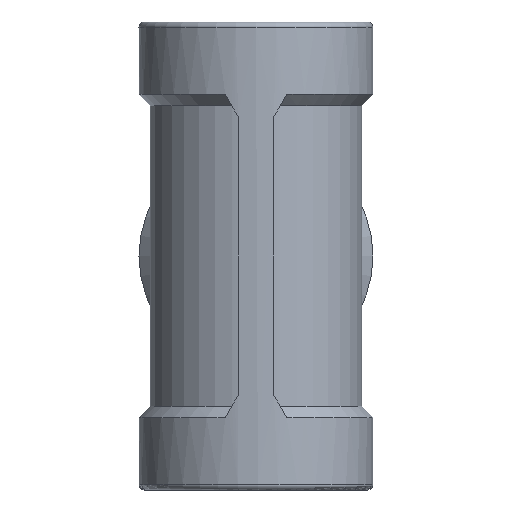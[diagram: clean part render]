
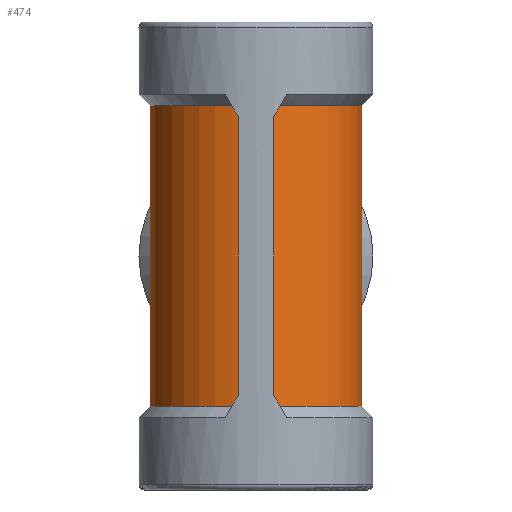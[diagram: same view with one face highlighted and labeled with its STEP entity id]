
A CAD part, front view. The second image highlights one B-rep face of the part: STEP entity #474.
In plain terms, the highlighted cylindrical face has radius 9.5 mm (diameter 19 mm), a partial arc.
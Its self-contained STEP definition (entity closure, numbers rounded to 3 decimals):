
#101=CARTESIAN_POINT('',(0.5,9.487,-9.487));
#102=VERTEX_POINT('',#101);
#123=CARTESIAN_POINT('',(-0.5,9.487,-9.487));
#124=VERTEX_POINT('',#123);
#131=CARTESIAN_POINT('',(-9.5,0.0,0.));
#132=VERTEX_POINT('',#131);
#133=CARTESIAN_POINT('',(0.0,0.0,0.0));
#134=DIRECTION('',(0.0,-0.707,-0.707));
#135=DIRECTION('',(0.0,0.707,-0.707));
#136=AXIS2_PLACEMENT_3D('',#133,#134,#135);
#137=ELLIPSE('',#136,13.435,9.5);
#138=EDGE_CURVE('',#132,#124,#137,.T.);
#140=CARTESIAN_POINT('',(-0.5,9.487,9.487));
#141=VERTEX_POINT('',#140);
#142=CARTESIAN_POINT('',(0.0,0.0,0.0));
#143=DIRECTION('',(0.0,-0.707,0.707));
#144=DIRECTION('',(0.0,-0.707,-0.707));
#145=AXIS2_PLACEMENT_3D('',#142,#143,#144);
#146=ELLIPSE('',#145,13.435,9.5);
#147=EDGE_CURVE('',#141,#132,#146,.T.);
#168=CARTESIAN_POINT('',(0.5,9.487,9.487));
#169=VERTEX_POINT('',#168);
#176=CARTESIAN_POINT('',(9.5,0.0,0.0));
#177=VERTEX_POINT('',#176);
#178=CARTESIAN_POINT('',(0.0,0.0,0.0));
#179=DIRECTION('',(0.0,-0.707,0.707));
#180=DIRECTION('',(0.0,-0.707,-0.707));
#181=AXIS2_PLACEMENT_3D('',#178,#179,#180);
#182=ELLIPSE('',#181,13.435,9.5);
#183=EDGE_CURVE('',#177,#169,#182,.T.);
#185=CARTESIAN_POINT('',(0.0,0.0,0.0));
#186=DIRECTION('',(0.0,-0.707,-0.707));
#187=DIRECTION('',(0.0,0.707,-0.707));
#188=AXIS2_PLACEMENT_3D('',#185,#186,#187);
#189=ELLIPSE('',#188,13.435,9.5);
#190=EDGE_CURVE('',#102,#177,#189,.T.);
#203=CARTESIAN_POINT('',(-2.177,-9.247,-13.5));
#204=VERTEX_POINT('',#203);
#220=CARTESIAN_POINT('',(2.177,-9.247,-13.5));
#221=VERTEX_POINT('',#220);
#222=CARTESIAN_POINT('',(0.0,0.0,-13.5));
#223=DIRECTION('',(0.0,0.0,-1.0));
#224=DIRECTION('',(-1.0,0.0,0.0));
#225=AXIS2_PLACEMENT_3D('',#222,#223,#224);
#226=CIRCLE('',#225,9.5);
#227=EDGE_CURVE('',#204,#221,#226,.T.);
#260=CARTESIAN_POINT('',(1.6,-9.364,-12.5));
#261=VERTEX_POINT('',#260);
#262=CARTESIAN_POINT('',(0.0,0.0,-9.729));
#263=DIRECTION('',(0.866,0.0,0.5));
#264=DIRECTION('',(-0.5,0.0,0.866));
#265=AXIS2_PLACEMENT_3D('',#262,#263,#264);
#266=ELLIPSE('',#265,19.,9.5);
#267=EDGE_CURVE('',#261,#221,#266,.T.);
#292=CARTESIAN_POINT('',(2.177,-9.247,13.5));
#293=VERTEX_POINT('',#292);
#309=CARTESIAN_POINT('',(-2.177,-9.247,13.5));
#310=VERTEX_POINT('',#309);
#311=CARTESIAN_POINT('',(0.0,0.0,13.5));
#312=DIRECTION('',(0.0,0.0,1.0));
#313=DIRECTION('',(-1.0,0.0,0.0));
#314=AXIS2_PLACEMENT_3D('',#311,#312,#313);
#315=CIRCLE('',#314,9.5);
#316=EDGE_CURVE('',#293,#310,#315,.T.);
#349=CARTESIAN_POINT('',(-1.6,-9.364,12.5));
#350=VERTEX_POINT('',#349);
#351=CARTESIAN_POINT('',(0.0,0.0,9.729));
#352=DIRECTION('',(-0.866,0.0,-0.5));
#353=DIRECTION('',(-0.5,0.0,0.866));
#354=AXIS2_PLACEMENT_3D('',#351,#352,#353);
#355=ELLIPSE('',#354,19.,9.5);
#356=EDGE_CURVE('',#350,#310,#355,.T.);
#376=CARTESIAN_POINT('',(0.0,0.0,0.0));
#377=DIRECTION('',(0.0,0.0,1.0));
#378=DIRECTION('',(-1.0,0.0,0.0));
#379=AXIS2_PLACEMENT_3D('',#376,#377,#378);
#380=CYLINDRICAL_SURFACE('',#379,9.5);
#381=ORIENTED_EDGE('',*,*,#227,.F.);
#382=CARTESIAN_POINT('',(-1.6,-9.364,-12.5));
#383=VERTEX_POINT('',#382);
#384=CARTESIAN_POINT('',(0.0,0.0,-9.729));
#385=DIRECTION('',(-0.866,0.0,0.5));
#386=DIRECTION('',(-0.5,0.0,-0.866));
#387=AXIS2_PLACEMENT_3D('',#384,#385,#386);
#388=ELLIPSE('',#387,19.,9.5);
#389=EDGE_CURVE('',#204,#383,#388,.T.);
#390=ORIENTED_EDGE('',*,*,#389,.T.);
#391=CARTESIAN_POINT('',(-1.6,-9.364,-12.5));
#392=DIRECTION('',(0.0,0.0,1.0));
#393=VECTOR('',#392,25.);
#394=LINE('',#391,#393);
#395=EDGE_CURVE('',#383,#350,#394,.T.);
#396=ORIENTED_EDGE('',*,*,#395,.T.);
#397=ORIENTED_EDGE('',*,*,#356,.T.);
#398=ORIENTED_EDGE('',*,*,#316,.F.);
#399=CARTESIAN_POINT('',(1.6,-9.364,12.5));
#400=VERTEX_POINT('',#399);
#401=CARTESIAN_POINT('',(0.0,0.0,9.729));
#402=DIRECTION('',(0.866,0.0,-0.5));
#403=DIRECTION('',(-0.5,0.0,-0.866));
#404=AXIS2_PLACEMENT_3D('',#401,#402,#403);
#405=ELLIPSE('',#404,19.,9.5);
#406=EDGE_CURVE('',#293,#400,#405,.T.);
#407=ORIENTED_EDGE('',*,*,#406,.T.);
#408=CARTESIAN_POINT('',(1.6,-9.364,12.5));
#409=DIRECTION('',(0.0,0.0,-1.0));
#410=VECTOR('',#409,25.);
#411=LINE('',#408,#410);
#412=EDGE_CURVE('',#400,#261,#411,.T.);
#413=ORIENTED_EDGE('',*,*,#412,.T.);
#414=ORIENTED_EDGE('',*,*,#267,.T.);
#415=EDGE_LOOP('',(#381,#390,#396,#397,#398,#407,#413,#414));
#416=FACE_OUTER_BOUND('',#415,.T.);
#417=CARTESIAN_POINT('',(0.5,9.487,-12.729));
#418=VERTEX_POINT('',#417);
#419=CARTESIAN_POINT('',(0.5,9.487,-12.729));
#420=DIRECTION('',(0.0,0.0,1.0));
#421=VECTOR('',#420,3.243);
#422=LINE('',#419,#421);
#423=EDGE_CURVE('',#418,#102,#422,.T.);
#424=ORIENTED_EDGE('',*,*,#423,.T.);
#425=ORIENTED_EDGE('',*,*,#190,.T.);
#426=ORIENTED_EDGE('',*,*,#183,.T.);
#427=CARTESIAN_POINT('',(0.5,9.487,12.729));
#428=VERTEX_POINT('',#427);
#429=CARTESIAN_POINT('',(0.5,9.487,9.487));
#430=DIRECTION('',(0.0,0.0,1.0));
#431=VECTOR('',#430,3.243);
#432=LINE('',#429,#431);
#433=EDGE_CURVE('',#169,#428,#432,.T.);
#434=ORIENTED_EDGE('',*,*,#433,.T.);
#435=CARTESIAN_POINT('',(-0.5,9.487,12.729));
#436=VERTEX_POINT('',#435);
#437=CARTESIAN_POINT('',(0.5,9.487,12.729));
#438=CARTESIAN_POINT('',(0.332,9.496,12.702));
#439=CARTESIAN_POINT('',(0.163,9.5,12.689));
#440=CARTESIAN_POINT('',(0.0,9.5,12.689));
#441=CARTESIAN_POINT('',(-0.163,9.5,12.689));
#442=CARTESIAN_POINT('',(-0.332,9.496,12.702));
#443=CARTESIAN_POINT('',(-0.5,9.487,12.729));
#444=B_SPLINE_CURVE_WITH_KNOTS('',3,(#437,#438,#439,#440,#441,#442,#443),.UNSPECIFIED.,.F.,.U.,(4,3,4),(-0.049,0.0,0.049),.UNSPECIFIED.);
#445=EDGE_CURVE('',#428,#436,#444,.T.);
#446=ORIENTED_EDGE('',*,*,#445,.T.);
#447=CARTESIAN_POINT('',(-0.5,9.487,12.729));
#448=DIRECTION('',(0.0,0.0,-1.0));
#449=VECTOR('',#448,3.243);
#450=LINE('',#447,#449);
#451=EDGE_CURVE('',#436,#141,#450,.T.);
#452=ORIENTED_EDGE('',*,*,#451,.T.);
#453=ORIENTED_EDGE('',*,*,#147,.T.);
#454=ORIENTED_EDGE('',*,*,#138,.T.);
#455=CARTESIAN_POINT('',(-0.5,9.487,-12.729));
#456=VERTEX_POINT('',#455);
#457=CARTESIAN_POINT('',(-0.5,9.487,-9.487));
#458=DIRECTION('',(0.0,0.0,-1.0));
#459=VECTOR('',#458,3.243);
#460=LINE('',#457,#459);
#461=EDGE_CURVE('',#124,#456,#460,.T.);
#462=ORIENTED_EDGE('',*,*,#461,.T.);
#463=CARTESIAN_POINT('',(-0.5,9.487,-12.729));
#464=CARTESIAN_POINT('',(-0.332,9.496,-12.702));
#465=CARTESIAN_POINT('',(-0.163,9.5,-12.689));
#466=CARTESIAN_POINT('',(0.163,9.5,-12.689));
#467=CARTESIAN_POINT('',(0.332,9.496,-12.702));
#468=CARTESIAN_POINT('',(0.5,9.487,-12.729));
#469=B_SPLINE_CURVE_WITH_KNOTS('',3,(#463,#464,#465,#466,#467,#468),.UNSPECIFIED.,.F.,.U.,(4,2,4),(0.526,0.575,0.624),.UNSPECIFIED.);
#470=EDGE_CURVE('',#456,#418,#469,.T.);
#471=ORIENTED_EDGE('',*,*,#470,.T.);
#472=EDGE_LOOP('',(#424,#425,#426,#434,#446,#452,#453,#454,#462,#471));
#473=FACE_BOUND('',#472,.T.);
#474=ADVANCED_FACE('',(#416,#473),#380,.T.);
